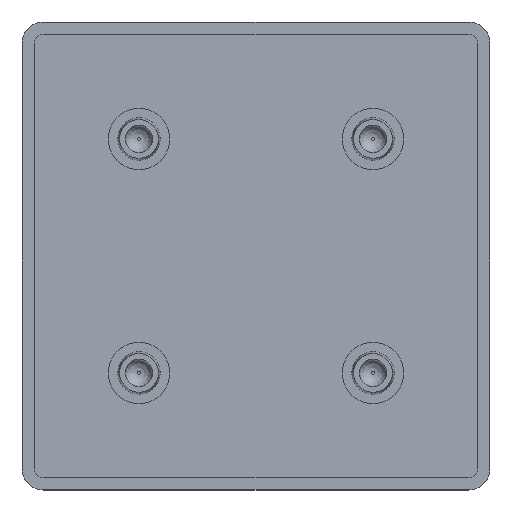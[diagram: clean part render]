
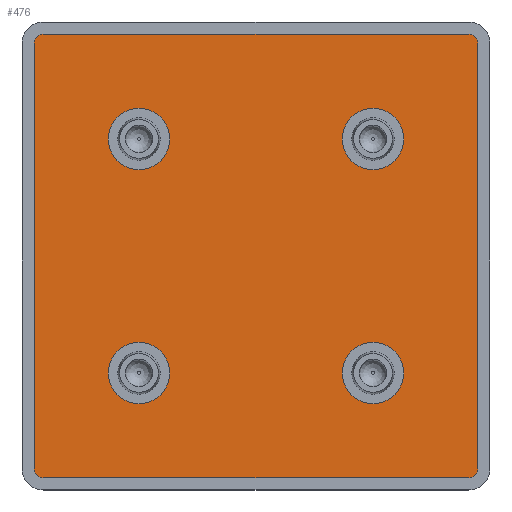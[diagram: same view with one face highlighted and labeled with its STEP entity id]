
A CAD part, top view. The second image highlights one B-rep face of the part: STEP entity #476.
In plain terms, the highlighted planar face has unit normal (0, 0, 1).
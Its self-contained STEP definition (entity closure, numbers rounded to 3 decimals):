
#330=CARTESIAN_POINT('',(-53.65,36.1,-2.0));
#331=VERTEX_POINT('',#330);
#332=CARTESIAN_POINT('',(-55.15,34.6,-2.0));
#333=VERTEX_POINT('',#332);
#334=CARTESIAN_POINT('',(-53.65,34.6,-2.0));
#335=DIRECTION('',(0.0,0.0,1.0));
#336=DIRECTION('',(-0.707,0.707,0.0));
#337=AXIS2_PLACEMENT_3D('',#334,#335,#336);
#338=CIRCLE('',#337,1.5);
#339=EDGE_CURVE('',#331,#333,#338,.T.);
#367=CARTESIAN_POINT('',(-1.,0.,-2.0));
#368=DIRECTION('',(0.0,0.0,1.0));
#369=DIRECTION('',(1.0,0.0,0.0));
#370=AXIS2_PLACEMENT_3D('',#367,#368,#369);
#371=PLANE('',#370);
#372=ORIENTED_EDGE('',*,*,#339,.T.);
#373=CARTESIAN_POINT('',(-55.15,-34.6,-2.0));
#374=VERTEX_POINT('',#373);
#375=CARTESIAN_POINT('',(-55.15,-34.6,-2.0));
#376=DIRECTION('',(0.0,1.0,0.0));
#377=VECTOR('',#376,69.2);
#378=LINE('',#375,#377);
#379=EDGE_CURVE('',#374,#333,#378,.T.);
#380=ORIENTED_EDGE('',*,*,#379,.F.);
#381=CARTESIAN_POINT('',(-53.65,-36.1,-2.0));
#382=VERTEX_POINT('',#381);
#383=CARTESIAN_POINT('',(-53.65,-34.6,-2.0));
#384=DIRECTION('',(0.0,0.0,1.0));
#385=DIRECTION('',(-0.707,-0.707,0.0));
#386=AXIS2_PLACEMENT_3D('',#383,#384,#385);
#387=CIRCLE('',#386,1.5);
#388=EDGE_CURVE('',#374,#382,#387,.T.);
#389=ORIENTED_EDGE('',*,*,#388,.T.);
#390=CARTESIAN_POINT('',(15.55,-36.1,-2.0));
#391=VERTEX_POINT('',#390);
#392=CARTESIAN_POINT('',(15.55,-36.1,-2.0));
#393=DIRECTION('',(-1.0,0.0,0.0));
#394=VECTOR('',#393,69.2);
#395=LINE('',#392,#394);
#396=EDGE_CURVE('',#391,#382,#395,.T.);
#397=ORIENTED_EDGE('',*,*,#396,.F.);
#398=CARTESIAN_POINT('',(17.05,-34.6,-2.0));
#399=VERTEX_POINT('',#398);
#400=CARTESIAN_POINT('',(15.55,-34.6,-2.0));
#401=DIRECTION('',(0.0,0.0,1.0));
#402=DIRECTION('',(0.707,-0.707,0.0));
#403=AXIS2_PLACEMENT_3D('',#400,#401,#402);
#404=CIRCLE('',#403,1.5);
#405=EDGE_CURVE('',#391,#399,#404,.T.);
#406=ORIENTED_EDGE('',*,*,#405,.T.);
#407=CARTESIAN_POINT('',(17.05,34.6,-2.0));
#408=VERTEX_POINT('',#407);
#409=CARTESIAN_POINT('',(17.05,-34.6,-2.0));
#410=DIRECTION('',(0.0,1.0,0.0));
#411=VECTOR('',#410,69.2);
#412=LINE('',#409,#411);
#413=EDGE_CURVE('',#399,#408,#412,.T.);
#414=ORIENTED_EDGE('',*,*,#413,.T.);
#415=CARTESIAN_POINT('',(15.55,36.1,-2.0));
#416=VERTEX_POINT('',#415);
#417=CARTESIAN_POINT('',(15.55,34.6,-2.0));
#418=DIRECTION('',(0.0,0.0,1.0));
#419=DIRECTION('',(0.707,0.707,0.0));
#420=AXIS2_PLACEMENT_3D('',#417,#418,#419);
#421=CIRCLE('',#420,1.5);
#422=EDGE_CURVE('',#408,#416,#421,.T.);
#423=ORIENTED_EDGE('',*,*,#422,.T.);
#424=CARTESIAN_POINT('',(15.55,36.1,-2.0));
#425=DIRECTION('',(-1.0,0.0,0.0));
#426=VECTOR('',#425,69.2);
#427=LINE('',#424,#426);
#428=EDGE_CURVE('',#416,#331,#427,.T.);
#429=ORIENTED_EDGE('',*,*,#428,.T.);
#430=EDGE_LOOP('',(#372,#380,#389,#397,#406,#414,#423,#429));
#431=FACE_OUTER_BOUND('',#430,.T.);
#432=CARTESIAN_POINT('',(0.0,14.05,-2.));
#433=VERTEX_POINT('',#432);
#434=CARTESIAN_POINT('',(0.0,19.05,-2.0));
#435=DIRECTION('',(0.0,0.0,-1.0));
#436=DIRECTION('',(0.0,-1.0,0.0));
#437=AXIS2_PLACEMENT_3D('',#434,#435,#436);
#438=CIRCLE('',#437,5.0);
#439=EDGE_CURVE('',#433,#433,#438,.T.);
#440=ORIENTED_EDGE('',*,*,#439,.T.);
#441=EDGE_LOOP('',(#440));
#442=FACE_BOUND('',#441,.T.);
#443=CARTESIAN_POINT('',(0.0,-14.05,-2.));
#444=VERTEX_POINT('',#443);
#445=CARTESIAN_POINT('',(0.0,-19.05,-2.0));
#446=DIRECTION('',(0.0,0.0,-1.0));
#447=DIRECTION('',(0.0,1.0,0.0));
#448=AXIS2_PLACEMENT_3D('',#445,#446,#447);
#449=CIRCLE('',#448,5.0);
#450=EDGE_CURVE('',#444,#444,#449,.T.);
#451=ORIENTED_EDGE('',*,*,#450,.T.);
#452=EDGE_LOOP('',(#451));
#453=FACE_BOUND('',#452,.T.);
#454=CARTESIAN_POINT('',(-38.1,14.05,-2.));
#455=VERTEX_POINT('',#454);
#456=CARTESIAN_POINT('',(-38.1,19.05,-2.0));
#457=DIRECTION('',(0.0,0.0,-1.0));
#458=DIRECTION('',(0.0,-1.0,0.0));
#459=AXIS2_PLACEMENT_3D('',#456,#457,#458);
#460=CIRCLE('',#459,5.0);
#461=EDGE_CURVE('',#455,#455,#460,.T.);
#462=ORIENTED_EDGE('',*,*,#461,.T.);
#463=EDGE_LOOP('',(#462));
#464=FACE_BOUND('',#463,.T.);
#465=CARTESIAN_POINT('',(-38.1,-14.05,-2.));
#466=VERTEX_POINT('',#465);
#467=CARTESIAN_POINT('',(-38.1,-19.05,-2.0));
#468=DIRECTION('',(0.0,0.0,-1.0));
#469=DIRECTION('',(0.0,1.0,0.0));
#470=AXIS2_PLACEMENT_3D('',#467,#468,#469);
#471=CIRCLE('',#470,5.0);
#472=EDGE_CURVE('',#466,#466,#471,.T.);
#473=ORIENTED_EDGE('',*,*,#472,.T.);
#474=EDGE_LOOP('',(#473));
#475=FACE_BOUND('',#474,.T.);
#476=ADVANCED_FACE('',(#431,#442,#453,#464,#475),#371,.T.);
